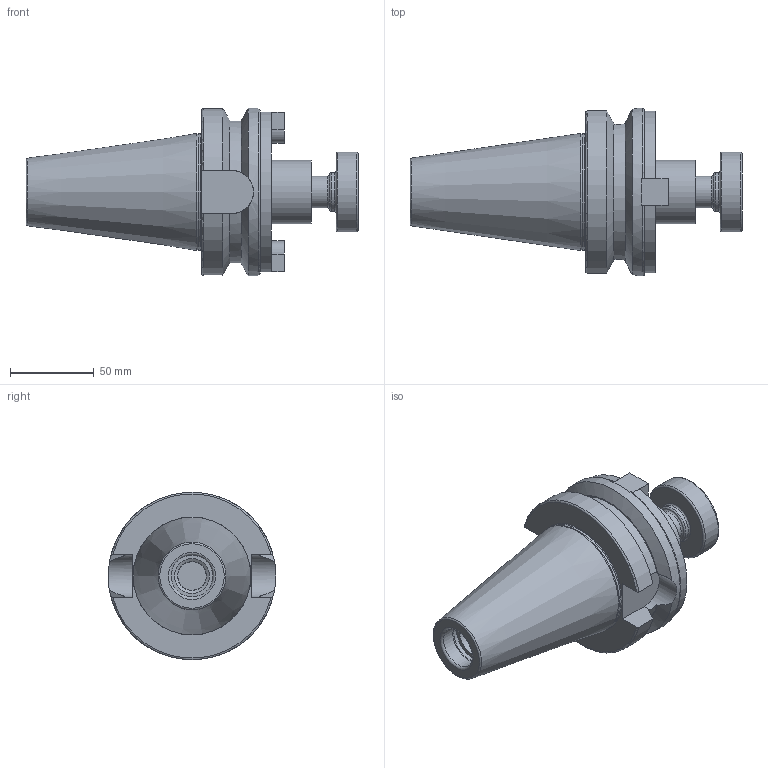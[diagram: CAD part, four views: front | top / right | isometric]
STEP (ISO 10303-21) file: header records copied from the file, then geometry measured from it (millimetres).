
FILE_DESCRIPTION(/* description */ (''),/* implementation_level */ '2;1');
FILE_NAME(/* name */ 'EI021.stp',/* time_stamp */ '2026-01-08T10:34:31+09:00',/* author */ ('YSH'),/* organization */ (''),/* preprocessor_version */ 'ST-DEVELOPER v20.1',/* originating_system */ 'Autodesk Inventor 2026',/* authorisation */ '');
FILE_SCHEMA (('AUTOMOTIVE_DESIGN { 1 0 10303 214 3 1 1 }'));
Products named in the file (5): LO-BT50-SMA38.1-44.45; BT50; SMA27-DRIV EKEY-SECO; HEX' WRENCH BOLT-UNC1_4-20x5_8L; COLLAR BOLT-UNF3_4-16x47L
Assembly tree (4 placements, depth 2):
  LO-BT50-SMA38.1-44.45
    BT50
    SMA27-DRIV EKEY-SECO  x2
    COLLAR BOLT-UNF3_4-16x47L
  HEX' WRENCH BOLT-UNC1_4-20x5_8L
Bounding box: 198.12 x 100 x 100 mm (x, y, z)
Volume: 550808.2 mm3; surface area: 74865.1 mm2
Topology: 6 solids, 6 shells, 135 faces, 327 edges, 213 vertices
Faces by surface type: plane 69, cylinder 34, cone 16, torus 16
Full cylindrical faces by diameter (mm): 4.978 x2, 6.35 x2, 6.6 x2, 9.525 x2, 10.3 x2, 15.875 x1, 17.323 x1, 19.05 x1, 20.752 x1, 23 x1, 25 x1, 25.6 x1, 28 x1, 38.1 x1, 47.7 x1, 69.3 x1, 100 x1
Entity records: 3578 total; most frequent: CARTESIAN_POINT 721, DIRECTION 594, ORIENTED_EDGE 538, EDGE_CURVE 269, AXIS2_PLACEMENT_3D 233, VERTEX_POINT 177, LINE 128, VECTOR 128
